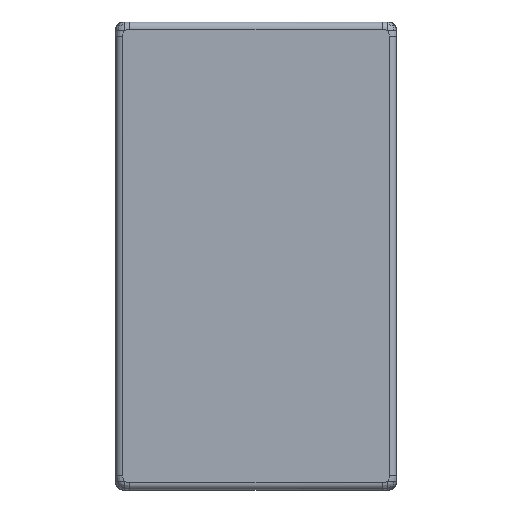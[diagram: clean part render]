
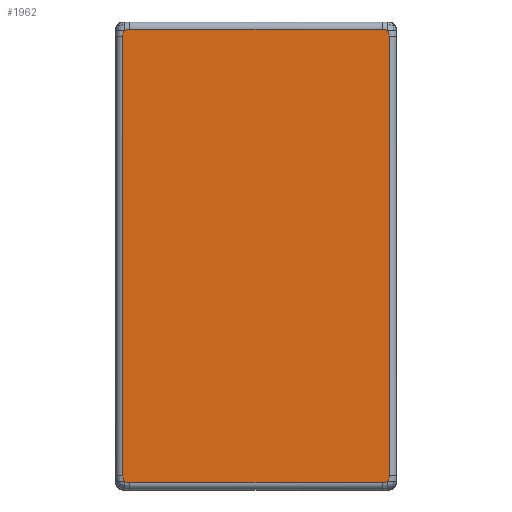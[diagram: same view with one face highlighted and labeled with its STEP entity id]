
A CAD part, left-side view. The second image highlights one B-rep face of the part: STEP entity #1962.
In plain terms, the highlighted planar face has unit normal (-1, 0, 0).
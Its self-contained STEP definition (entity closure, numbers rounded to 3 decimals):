
#121 = CARTESIAN_POINT ( 'NONE',  ( -1.25, 0.044, -0.967 ) ) ;
#144 = CARTESIAN_POINT ( 'NONE',  ( -1.25, 0.06, 0.97 ) ) ;
#165 = ORIENTED_EDGE ( 'NONE', *, *, #4247, .T. ) ;
#185 = CARTESIAN_POINT ( 'NONE',  ( -1.25, 0., -0.97 ) ) ;
#209 = CARTESIAN_POINT ( 'NONE',  ( -1.25, 1.14, 0.97 ) ) ;
#211 = VERTEX_POINT ( 'NONE', #632 ) ;
#247 = CARTESIAN_POINT ( 'NONE',  ( -1.25, 1.162, 0.962 ) ) ;
#416 = CARTESIAN_POINT ( 'NONE',  ( -1.25, 0.033, -0.956 ) ) ;
#436 = CARTESIAN_POINT ( 'NONE',  ( -1.25, 1.17, -1. ) ) ;
#463 = CARTESIAN_POINT ( 'NONE',  ( -1.25, 1.17, -0.94 ) ) ;
#482 = CARTESIAN_POINT ( 'NONE',  ( -1.25, 1.14, -0.97 ) ) ;
#515 = CARTESIAN_POINT ( 'NONE',  ( -1.25, 1.17, 0.94 ) ) ;
#546 = CARTESIAN_POINT ( 'NONE',  ( -1.25, 1.167, -0.956 ) ) ;
#548 = DIRECTION ( 'NONE',  ( 0., -1., 0. ) ) ;
#552 = ORIENTED_EDGE ( 'NONE', *, *, #3626, .T. ) ;
#570 = CARTESIAN_POINT ( 'NONE',  ( -1.25, 0.038, 0.962 ) ) ;
#632 = CARTESIAN_POINT ( 'NONE',  ( -1.25, 0.03, 0.94 ) ) ;
#765 = DIRECTION ( 'NONE',  ( -1., 0., 0. ) ) ;
#792 = CARTESIAN_POINT ( 'NONE',  ( -1.25, 0.03, -0.94 ) ) ;
#808 = CARTESIAN_POINT ( 'NONE',  ( -1.25, 1.14, -0.97 ) ) ;
#835 = CARTESIAN_POINT ( 'NONE',  ( -1.25, 1.162, -0.962 ) ) ;
#858 = ORIENTED_EDGE ( 'NONE', *, *, #4862, .T. ) ;
#876 = CARTESIAN_POINT ( 'NONE',  ( -1.25, 1.167, 0.956 ) ) ;
#899 = EDGE_CURVE ( 'NONE', #1357, #4157, #3716, .T. ) ;
#962 = VERTEX_POINT ( 'NONE', #808 ) ;
#1019 = CARTESIAN_POINT ( 'NONE',  ( -1.25, 1.162, 0.962 ) ) ;
#1082 = EDGE_CURVE ( 'NONE', #3311, #962, #4606, .T. ) ;
#1171 = ORIENTED_EDGE ( 'NONE', *, *, #2760, .T. ) ;
#1234 = CARTESIAN_POINT ( 'NONE',  ( -1.25, 1.156, -0.967 ) ) ;
#1311 = CARTESIAN_POINT ( 'NONE',  ( -1.25, 1.17, -0.94 ) ) ;
#1351 = EDGE_LOOP ( 'NONE', ( #165, #3265, #2056, #858, #1171, #1495, #3796, #3445, #1820, #3629, #3848, #552 ) ) ;
#1357 = VERTEX_POINT ( 'NONE', #3633 ) ;
#1366 = VECTOR ( 'NONE', #4527, 1000. ) ;
#1382 = EDGE_CURVE ( 'NONE', #2331, #2332, #3101, .T. ) ;
#1471 = CARTESIAN_POINT ( 'NONE',  ( -1.25, 1.17, 0.94 ) ) ;
#1495 = ORIENTED_EDGE ( 'NONE', *, *, #899, .T. ) ;
#1505 = CARTESIAN_POINT ( 'NONE',  ( -1.25, 0.051, 0.97 ) ) ;
#1538 = CARTESIAN_POINT ( 'NONE',  ( -1.25, 0., 0. ) ) ;
#1665 = EDGE_CURVE ( 'NONE', #4508, #2331, #4809, .T. ) ;
#1819 = VERTEX_POINT ( 'NONE', #1471 ) ;
#1820 = ORIENTED_EDGE ( 'NONE', *, *, #3247, .T. ) ;
#1962 = ADVANCED_FACE ( 'NONE', ( #2812 ), #4526, .T. ) ;
#2018 = CARTESIAN_POINT ( 'NONE',  ( -1.25, 0.03, 1. ) ) ;
#2056 = ORIENTED_EDGE ( 'NONE', *, *, #1082, .T. ) ;
#2068 = CARTESIAN_POINT ( 'NONE',  ( -1.25, 0.03, 0.94 ) ) ;
#2156 = VERTEX_POINT ( 'NONE', #4271 ) ;
#2227 = CARTESIAN_POINT ( 'NONE',  ( -1.25, 0.038, 0.962 ) ) ;
#2269 = DIRECTION ( 'NONE',  ( 0., 0., 1. ) ) ;
#2271 = CARTESIAN_POINT ( 'NONE',  ( -1.25, 1.2, 0.97 ) ) ;
#2288 = CARTESIAN_POINT ( 'NONE',  ( -1.25, 0.038, -0.962 ) ) ;
#2331 = VERTEX_POINT ( 'NONE', #2472 ) ;
#2332 = VERTEX_POINT ( 'NONE', #247 ) ;
#2385 = DIRECTION ( 'NONE',  ( 0., 0., 1. ) ) ;
#2472 = CARTESIAN_POINT ( 'NONE',  ( -1.25, 1.14, 0.97 ) ) ;
#2497 = VERTEX_POINT ( 'NONE', #3262 ) ;
#2633 = CARTESIAN_POINT ( 'NONE',  ( -1.25, 1.162, -0.962 ) ) ;
#2721 = LINE ( 'NONE', #2018, #4607 ) ;
#2724 = CARTESIAN_POINT ( 'NONE',  ( -1.25, 1.149, -0.97 ) ) ;
#2732 = B_SPLINE_CURVE_WITH_KNOTS ( 'NONE', 3,
 ( #4224, #3857, #121, #2741 ),
 .UNSPECIFIED., .F., .F.,
 ( 4, 4 ),
 ( 0., 1. ),
 .UNSPECIFIED. ) ;
#2741 = CARTESIAN_POINT ( 'NONE',  ( -1.25, 0.038, -0.962 ) ) ;
#2760 = EDGE_CURVE ( 'NONE', #2156, #1357, #2732, .T. ) ;
#2765 = CARTESIAN_POINT ( 'NONE',  ( -1.25, 1.17, 0.949 ) ) ;
#2812 = FACE_OUTER_BOUND ( 'NONE', #1351, .T. ) ;
#2824 = CARTESIAN_POINT ( 'NONE',  ( -1.25, 0.033, 0.956 ) ) ;
#2891 = EDGE_CURVE ( 'NONE', #3975, #3311, #2983, .T. ) ;
#2983 = B_SPLINE_CURVE_WITH_KNOTS ( 'NONE', 3,
 ( #1311, #3920, #546, #3176 ),
 .UNSPECIFIED., .F., .F.,
 ( 4, 4 ),
 ( 0., 1. ),
 .UNSPECIFIED. ) ;
#3049 = CARTESIAN_POINT ( 'NONE',  ( -1.25, 0.03, -0.949 ) ) ;
#3101 = B_SPLINE_CURVE_WITH_KNOTS ( 'NONE', 3,
 ( #209, #3245, #3268, #1019 ),
 .UNSPECIFIED., .F., .F.,
 ( 4, 4 ),
 ( 0., 1. ),
 .UNSPECIFIED. ) ;
#3176 = CARTESIAN_POINT ( 'NONE',  ( -1.25, 1.162, -0.962 ) ) ;
#3245 = CARTESIAN_POINT ( 'NONE',  ( -1.25, 1.149, 0.97 ) ) ;
#3247 = EDGE_CURVE ( 'NONE', #2497, #4508, #3941, .T. ) ;
#3262 = CARTESIAN_POINT ( 'NONE',  ( -1.25, 0.038, 0.962 ) ) ;
#3265 = ORIENTED_EDGE ( 'NONE', *, *, #2891, .T. ) ;
#3268 = CARTESIAN_POINT ( 'NONE',  ( -1.25, 1.156, 0.967 ) ) ;
#3311 = VERTEX_POINT ( 'NONE', #2633 ) ;
#3445 = ORIENTED_EDGE ( 'NONE', *, *, #3785, .T. ) ;
#3498 = CARTESIAN_POINT ( 'NONE',  ( -1.25, 1.162, 0.962 ) ) ;
#3539 = VECTOR ( 'NONE', #3696, 1000. ) ;
#3591 = VECTOR ( 'NONE', #548, 1000. ) ;
#3626 = EDGE_CURVE ( 'NONE', #2332, #1819, #4416, .T. ) ;
#3629 = ORIENTED_EDGE ( 'NONE', *, *, #1665, .T. ) ;
#3633 = CARTESIAN_POINT ( 'NONE',  ( -1.25, 0.038, -0.962 ) ) ;
#3649 = LINE ( 'NONE', #436, #3539 ) ;
#3660 = EDGE_CURVE ( 'NONE', #4157, #211, #2721, .T. ) ;
#3696 = DIRECTION ( 'NONE',  ( 0., 0., -1. ) ) ;
#3716 = B_SPLINE_CURVE_WITH_KNOTS ( 'NONE', 3,
 ( #2288, #416, #3049, #792 ),
 .UNSPECIFIED., .F., .F.,
 ( 4, 4 ),
 ( 0., 1. ),
 .UNSPECIFIED. ) ;
#3785 = EDGE_CURVE ( 'NONE', #211, #2497, #4582, .T. ) ;
#3796 = ORIENTED_EDGE ( 'NONE', *, *, #3660, .T. ) ;
#3848 = ORIENTED_EDGE ( 'NONE', *, *, #1382, .T. ) ;
#3857 = CARTESIAN_POINT ( 'NONE',  ( -1.25, 0.051, -0.97 ) ) ;
#3920 = CARTESIAN_POINT ( 'NONE',  ( -1.25, 1.17, -0.949 ) ) ;
#3941 = B_SPLINE_CURVE_WITH_KNOTS ( 'NONE', 3,
 ( #2227, #4471, #1505, #4115 ),
 .UNSPECIFIED., .F., .F.,
 ( 4, 4 ),
 ( 0., 1. ),
 .UNSPECIFIED. ) ;
#3975 = VERTEX_POINT ( 'NONE', #463 ) ;
#4115 = CARTESIAN_POINT ( 'NONE',  ( -1.25, 0.06, 0.97 ) ) ;
#4157 = VERTEX_POINT ( 'NONE', #4698 ) ;
#4224 = CARTESIAN_POINT ( 'NONE',  ( -1.25, 0.06, -0.97 ) ) ;
#4247 = EDGE_CURVE ( 'NONE', #1819, #3975, #3649, .T. ) ;
#4271 = CARTESIAN_POINT ( 'NONE',  ( -1.25, 0.06, -0.97 ) ) ;
#4317 = CARTESIAN_POINT ( 'NONE',  ( -1.25, 0.03, 0.949 ) ) ;
#4416 = B_SPLINE_CURVE_WITH_KNOTS ( 'NONE', 3,
 ( #3498, #876, #2765, #515 ),
 .UNSPECIFIED., .F., .F.,
 ( 4, 4 ),
 ( 0., 1. ),
 .UNSPECIFIED. ) ;
#4471 = CARTESIAN_POINT ( 'NONE',  ( -1.25, 0.044, 0.967 ) ) ;
#4508 = VERTEX_POINT ( 'NONE', #144 ) ;
#4526 = PLANE ( 'NONE',  #4529 ) ;
#4527 = DIRECTION ( 'NONE',  ( 0., 1., 0. ) ) ;
#4529 = AXIS2_PLACEMENT_3D ( 'NONE', #1538, #765, #2269 ) ;
#4582 = B_SPLINE_CURVE_WITH_KNOTS ( 'NONE', 3,
 ( #2068, #4317, #2824, #570 ),
 .UNSPECIFIED., .F., .F.,
 ( 4, 4 ),
 ( 0., 1. ),
 .UNSPECIFIED. ) ;
#4603 = LINE ( 'NONE', #185, #3591 ) ;
#4606 = B_SPLINE_CURVE_WITH_KNOTS ( 'NONE', 3,
 ( #835, #1234, #2724, #482 ),
 .UNSPECIFIED., .F., .F.,
 ( 4, 4 ),
 ( 0., 1. ),
 .UNSPECIFIED. ) ;
#4607 = VECTOR ( 'NONE', #2385, 1000. ) ;
#4698 = CARTESIAN_POINT ( 'NONE',  ( -1.25, 0.03, -0.94 ) ) ;
#4809 = LINE ( 'NONE', #2271, #1366 ) ;
#4862 = EDGE_CURVE ( 'NONE', #962, #2156, #4603, .T. ) ;
